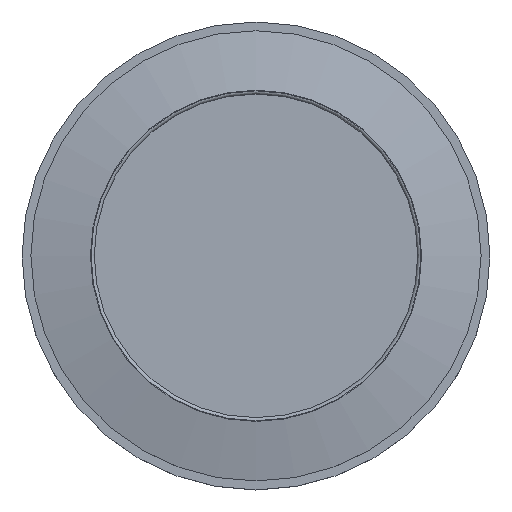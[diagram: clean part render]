
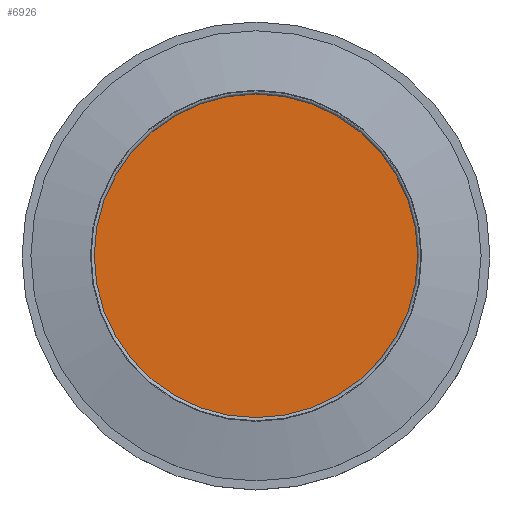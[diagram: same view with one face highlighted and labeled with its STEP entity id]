
A CAD part, top view. The second image highlights one B-rep face of the part: STEP entity #6926.
In plain terms, the highlighted planar face has unit normal (0, 0, 1).
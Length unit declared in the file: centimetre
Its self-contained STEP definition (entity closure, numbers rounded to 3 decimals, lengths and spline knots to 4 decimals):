
#1775=FACE_OUTER_BOUND('',#2164,.T.);
#2164=EDGE_LOOP('',(#5547));
#2442=CIRCLE('',#7383,1.0025);
#2985=VERTEX_POINT('',#24961);
#3864=EDGE_CURVE('',#2985,#2985,#2442,.T.);
#5547=ORIENTED_EDGE('',*,*,#3864,.T.);
#6209=PLANE('',#7406);
#6926=ADVANCED_FACE('',(#1775),#6209,.T.);
#7383=AXIS2_PLACEMENT_3D('',#24962,#8534,#8535);
#7406=AXIS2_PLACEMENT_3D('',#25025,#8591,#8592);
#8534=DIRECTION('center_axis',(0.,0.,
1.));
#8535=DIRECTION('ref_axis',(1.,0.,0.));
#8591=DIRECTION('center_axis',(0.,0.,
1.));
#8592=DIRECTION('ref_axis',(0.,1.,0.));
#24961=CARTESIAN_POINT('',(-1.0025,0.,0.11));
#24962=CARTESIAN_POINT('Origin',(0.,0.,
0.11));
#25025=CARTESIAN_POINT('Origin',(0.5013,0.,0.11));
